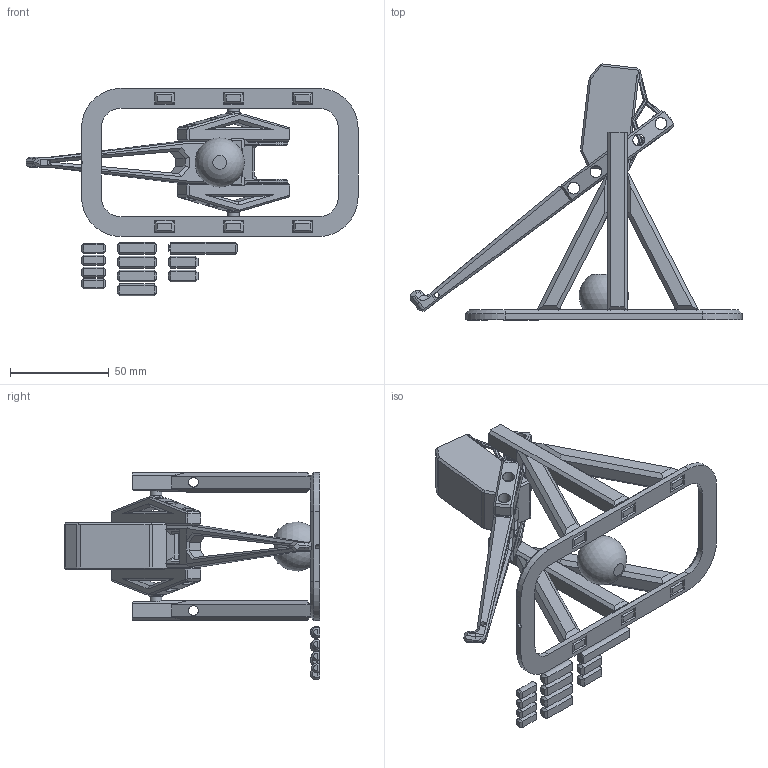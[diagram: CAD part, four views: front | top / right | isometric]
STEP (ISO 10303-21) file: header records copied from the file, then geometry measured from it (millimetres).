
FILE_DESCRIPTION(/* description */ (''),/* implementation_level */ '2;1');
FILE_NAME(/* name */ 'trebuchet-assembly.stp',/* time_stamp */ '2024-12-20T22:36:49Z',/* author */ ('iwheard'),/* organization */ (''),/* preprocessor_version */ 'ST-DEVELOPER v19',/* originating_system */ 'Autodesk Inventor 2023',/* authorisation */ '');
FILE_SCHEMA (('AUTOMOTIVE_DESIGN { 1 0 10303 214 3 1 1 }'));
Length unit declared in the file: millimetre
Products named in the file (14): trebuchet-assembly; V1_baseplate; v1-upright; v1-A-frame-a; v1-pivot; throw-arm; v1-counterweight; V1-pivot-mirror; v1-upright-mirror; V1-A-frame-B; V1-A-Frame-C; V1-A-Frame-D; pins; bolder
Assembly tree (13 placements, depth 2):
  trebuchet-assembly
    V1_baseplate
    v1-upright
    v1-A-frame-a
    v1-pivot
    throw-arm
    v1-counterweight
    V1-pivot-mirror
    v1-upright-mirror
    V1-A-frame-B
    V1-A-Frame-C
    V1-A-Frame-D
    pins
    bolder
Bounding box: 168.12 x 129.52 x 105.1 mm (x, y, z)
Volume: 93459.2 mm3; surface area: 58637.3 mm2
Topology: 23 solids, 23 shells, 740 faces, 1865 edges, 1143 vertices
Faces by surface type: plane 574, cylinder 79, cone 51, bspline 35, sphere 1
Full cylindrical faces by diameter (mm): 2.5 x1, 3 x1, 5 x6, 6 x12, 7 x2, 12 x1
Entity records: 25099 total; most frequent: CARTESIAN_POINT 6990, ORIENTED_EDGE 3722, DIRECTION 3471, EDGE_CURVE 1861, LINE 1481, VECTOR 1481, VERTEX_POINT 1143, AXIS2_PLACEMENT_3D 995
